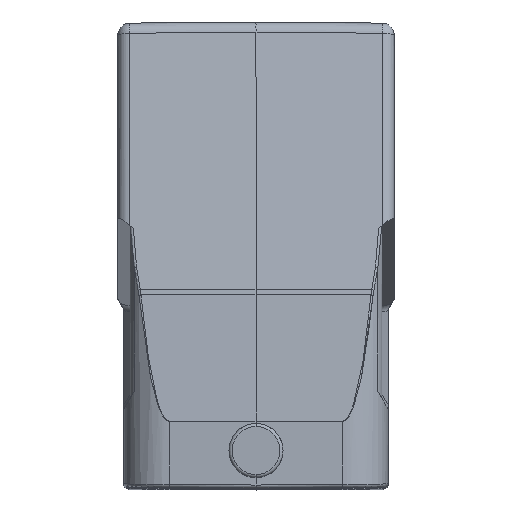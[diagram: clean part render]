
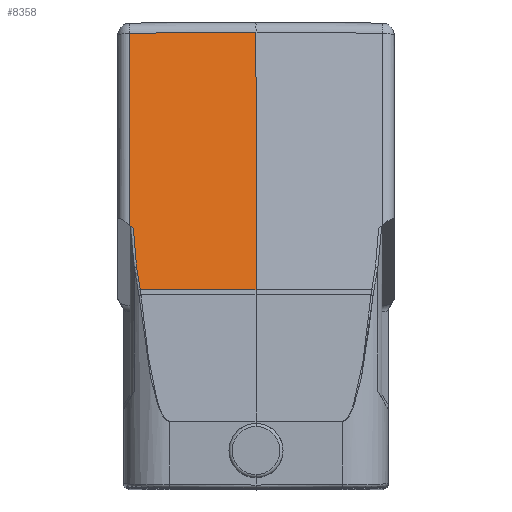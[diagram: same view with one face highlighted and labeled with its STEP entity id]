
A CAD part, top view. The second image highlights one B-rep face of the part: STEP entity #8358.
In plain terms, the highlighted planar face has unit normal (-0.009, 0.174, 0.985).
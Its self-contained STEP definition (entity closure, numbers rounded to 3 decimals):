
#179=DIRECTION('',(0.,-0.985,0.174));
#180=VECTOR('',#179,31.771);
#181=CARTESIAN_POINT('',(-20.517,19.584,50.546));
#182=LINE('',#181,#180);
#208=CARTESIAN_POINT('',(-20.517,-11.704,56.062));
#210=CARTESIAN_POINT('',(-19.449,-18.497,57.27));
#211=CARTESIAN_POINT('',(-19.749,-16.402,56.898));
#212=CARTESIAN_POINT('',(-19.895,-14.285,56.523));
#213=CARTESIAN_POINT('',(-19.963,-12.168,56.149));
#215=DIRECTION('',(-0.762,0.637,-0.119));
#216=VECTOR('',#215,0.727);
#217=CARTESIAN_POINT('',(-19.963,-12.168,56.149));
#218=LINE('',#217,#216);
#219=DIRECTION('',(1.,0.009,0.007));
#220=VECTOR('',#219,20.519);
#221=CARTESIAN_POINT('',(-20.517,19.584,50.546));
#222=LINE('',#221,#220);
#223=CARTESIAN_POINT('',(-18.848,-22.177,57.924));
#224=CARTESIAN_POINT('',(-19.075,-20.955,57.706));
#225=CARTESIAN_POINT('',(-19.272,-19.727,57.488));
#226=CARTESIAN_POINT('',(-19.449,-18.497,57.27));
#259=DIRECTION('',(1.,0.001,0.009));
#260=VECTOR('',#259,18.848);
#261=CARTESIAN_POINT('',(-18.848,-22.177,57.924));
#262=LINE('',#261,#260);
#303=DIRECTION('',(0.,0.985,-0.174));
#304=VECTOR('',#303,42.562);
#305=CARTESIAN_POINT('',(0.,-22.153,
58.087));
#306=LINE('',#305,#304);
#7113=VERTEX_POINT('',#208);
#7114=CARTESIAN_POINT('',(-20.517,19.584,50.546));
#7115=VERTEX_POINT('',#7114);
#7116=CARTESIAN_POINT('',(-19.963,-12.168,
56.149));
#7117=VERTEX_POINT('',#7116);
#7124=VERTEX_POINT('',#210);
#7125=CARTESIAN_POINT('',(0.,19.763,
50.696));
#7126=VERTEX_POINT('',#7125);
#7127=CARTESIAN_POINT('',(0.,-22.153,
58.087));
#7128=VERTEX_POINT('',#7127);
#7129=CARTESIAN_POINT('',(-18.848,-22.177,
57.924));
#7130=VERTEX_POINT('',#7129);
#8339=CARTESIAN_POINT('',(0.,21.415,50.404));
#8340=DIRECTION('',(-0.009,0.174,0.985));
#8341=DIRECTION('',(0.,-0.985,0.174));
#8342=AXIS2_PLACEMENT_3D('',#8339,#8340,#8341);
#8343=PLANE('',#8342);
#8345=ORIENTED_EDGE('',*,*,#8344,.T.);
#8346=ORIENTED_EDGE('',*,*,#8322,.T.);
#8347=ORIENTED_EDGE('',*,*,#8312,.F.);
#8349=ORIENTED_EDGE('',*,*,#8348,.T.);
#8351=ORIENTED_EDGE('',*,*,#8350,.F.);
#8353=ORIENTED_EDGE('',*,*,#8352,.F.);
#8355=ORIENTED_EDGE('',*,*,#8354,.T.);
#8356=EDGE_LOOP('',(#8345,#8346,#8347,#8349,#8351,#8353,#8355));
#8357=FACE_OUTER_BOUND('',#8356,.F.);
#214=B_SPLINE_CURVE_WITH_KNOTS('',3,(#210,#211,#212,#213),.UNSPECIFIED.,.F.,.F.,
(4,4),(0.,1.),.UNSPECIFIED.);
#227=B_SPLINE_CURVE_WITH_KNOTS('',3,(#223,#224,#225,#226),.UNSPECIFIED.,.F.,.F.,
(4,4),(0.,1.),.UNSPECIFIED.);
#8312=EDGE_CURVE('',#7115,#7113,#182,.T.);
#8322=EDGE_CURVE('',#7117,#7113,#218,.T.);
#8344=EDGE_CURVE('',#7124,#7117,#214,.T.);
#8348=EDGE_CURVE('',#7115,#7126,#222,.T.);
#8350=EDGE_CURVE('',#7128,#7126,#306,.T.);
#8352=EDGE_CURVE('',#7130,#7128,#262,.T.);
#8354=EDGE_CURVE('',#7130,#7124,#227,.T.);
#8358=ADVANCED_FACE('',(#8357),#8343,.T.);
